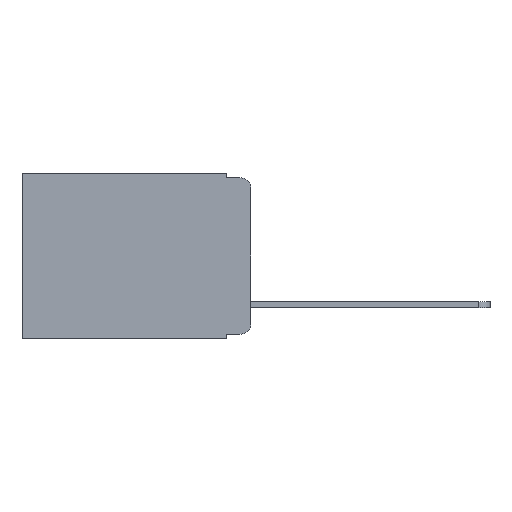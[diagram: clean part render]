
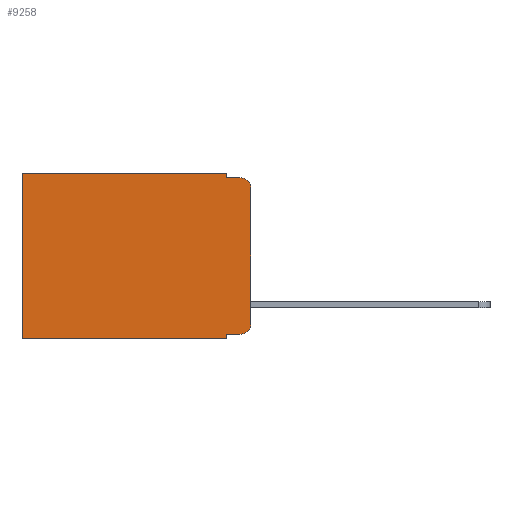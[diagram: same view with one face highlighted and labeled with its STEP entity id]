
A CAD part, left-side view. The second image highlights one B-rep face of the part: STEP entity #9258.
In plain terms, the highlighted planar face has unit normal (-1, 0, 0).
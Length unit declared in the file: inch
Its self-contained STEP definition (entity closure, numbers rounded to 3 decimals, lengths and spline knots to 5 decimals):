
#90 = CARTESIAN_POINT ( 'NONE',  ( 0.298, 0., -0.03 ) ) ;
#188 = CARTESIAN_POINT ( 'NONE',  ( 0.298, 0.02, -0.313 ) ) ;
#313 = CARTESIAN_POINT ( 'NONE',  ( 0.298, 0.051, -0.343 ) ) ;
#357 = VERTEX_POINT ( 'NONE', #7032 ) ;
#475 = DIRECTION ( 'NONE',  ( 0., 0., -1. ) ) ;
#510 = FACE_OUTER_BOUND ( 'NONE', #6812, .T. ) ;
#520 = CARTESIAN_POINT ( 'NONE',  ( 0.298, 0.051, -0.333 ) ) ;
#671 = CARTESIAN_POINT ( 'NONE',  ( 0.298, 0.051, 0. ) ) ;
#826 = EDGE_CURVE ( 'NONE', #934, #5372, #6287, .T. ) ;
#934 = VERTEX_POINT ( 'NONE', #9510 ) ;
#1213 = VECTOR ( 'NONE', #3949, 39.37008 ) ;
#1308 = DIRECTION ( 'NONE',  ( 0., -1., 0. ) ) ;
#1372 = LINE ( 'NONE', #7344, #3403 ) ;
#1902 = ORIENTED_EDGE ( 'NONE', *, *, #9390, .F. ) ;
#1971 = VECTOR ( 'NONE', #7265, 39.37008 ) ;
#1988 = VERTEX_POINT ( 'NONE', #6917 ) ;
#2047 = EDGE_CURVE ( 'NONE', #8068, #7317, #3837, .T. ) ;
#2264 = EDGE_CURVE ( 'NONE', #934, #357, #5542, .T. ) ;
#2448 = DIRECTION ( 'NONE',  ( 0., 0., -1. ) ) ;
#2649 = ORIENTED_EDGE ( 'NONE', *, *, #5750, .T. ) ;
#2872 = EDGE_CURVE ( 'NONE', #6729, #3243, #4825, .T. ) ;
#3076 = DIRECTION ( 'NONE',  ( 0., 0., -1. ) ) ;
#3087 = DIRECTION ( 'NONE',  ( 1., 0., 0. ) ) ;
#3103 = DIRECTION ( 'NONE',  ( 0., 0., -1. ) ) ;
#3175 = CARTESIAN_POINT ( 'NONE',  ( 0.298, 0., 0. ) ) ;
#3200 = DIRECTION ( 'NONE',  ( -1., 0., 0. ) ) ;
#3208 = ORIENTED_EDGE ( 'NONE', *, *, #826, .T. ) ;
#3243 = VERTEX_POINT ( 'NONE', #7504 ) ;
#3403 = VECTOR ( 'NONE', #4609, 39.37008 ) ;
#3431 = VECTOR ( 'NONE', #7637, 39.37008 ) ;
#3519 = ORIENTED_EDGE ( 'NONE', *, *, #2264, .F. ) ;
#3526 = LINE ( 'NONE', #4547, #1213 ) ;
#3658 = EDGE_CURVE ( 'NONE', #357, #7317, #8428, .T. ) ;
#3829 = ORIENTED_EDGE ( 'NONE', *, *, #2047, .T. ) ;
#3837 = CIRCLE ( 'NONE', #7516, 0.02 ) ;
#3903 = ORIENTED_EDGE ( 'NONE', *, *, #3658, .F. ) ;
#3949 = DIRECTION ( 'NONE',  ( 0., 1., 0. ) ) ;
#4144 = ORIENTED_EDGE ( 'NONE', *, *, #4160, .F. ) ;
#4160 = EDGE_CURVE ( 'NONE', #8068, #1988, #1372, .T. ) ;
#4172 = LINE ( 'NONE', #671, #9705 ) ;
#4316 = VECTOR ( 'NONE', #8201, 39.37008 ) ;
#4365 = ORIENTED_EDGE ( 'NONE', *, *, #9827, .T. ) ;
#4420 = VECTOR ( 'NONE', #4991, 39.37008 ) ;
#4459 = CARTESIAN_POINT ( 'NONE',  ( 0.298, 0.473, -0.343 ) ) ;
#4486 = ORIENTED_EDGE ( 'NONE', *, *, #9984, .F. ) ;
#4547 = CARTESIAN_POINT ( 'NONE',  ( 0.298, 0., -0.343 ) ) ;
#4609 = DIRECTION ( 'NONE',  ( 0., 0., -1. ) ) ;
#4824 = PLANE ( 'NONE',  #9871 ) ;
#4825 = LINE ( 'NONE', #4892, #6548 ) ;
#4892 = CARTESIAN_POINT ( 'NONE',  ( 0.298, 0.051, -0.333 ) ) ;
#4991 = DIRECTION ( 'NONE',  ( 0., 0., -1. ) ) ;
#5174 = DIRECTION ( 'NONE',  ( -1., 0., 0. ) ) ;
#5372 = VERTEX_POINT ( 'NONE', #7936 ) ;
#5383 = CIRCLE ( 'NONE', #5606, 0.02 ) ;
#5542 = LINE ( 'NONE', #7001, #3431 ) ;
#5606 = AXIS2_PLACEMENT_3D ( 'NONE', #188, #3200, #3103 ) ;
#5676 = CARTESIAN_POINT ( 'NONE',  ( 0.298, 0.473, 0. ) ) ;
#5750 = EDGE_CURVE ( 'NONE', #5372, #8440, #6416, .T. ) ;
#6162 = VERTEX_POINT ( 'NONE', #313 ) ;
#6287 = LINE ( 'NONE', #8801, #1971 ) ;
#6416 = LINE ( 'NONE', #5676, #4420 ) ;
#6548 = VECTOR ( 'NONE', #1308, 39.37008 ) ;
#6729 = VERTEX_POINT ( 'NONE', #520 ) ;
#6795 = CARTESIAN_POINT ( 'NONE',  ( 0.298, 0.02, -0.03 ) ) ;
#6812 = EDGE_LOOP ( 'NONE', ( #4144, #3829, #3903, #3519, #3208, #2649, #1902, #4486, #7458, #4365 ) ) ;
#6917 = CARTESIAN_POINT ( 'NONE',  ( 0.298, 0., -0.313 ) ) ;
#7001 = CARTESIAN_POINT ( 'NONE',  ( 0.298, 0.051, 0. ) ) ;
#7032 = CARTESIAN_POINT ( 'NONE',  ( 0.298, 0.051, -0.01 ) ) ;
#7265 = DIRECTION ( 'NONE',  ( 0., 1., 0. ) ) ;
#7317 = VERTEX_POINT ( 'NONE', #8999 ) ;
#7344 = CARTESIAN_POINT ( 'NONE',  ( 0.298, 0., 0. ) ) ;
#7458 = ORIENTED_EDGE ( 'NONE', *, *, #2872, .T. ) ;
#7504 = CARTESIAN_POINT ( 'NONE',  ( 0.298, 0.02, -0.333 ) ) ;
#7516 = AXIS2_PLACEMENT_3D ( 'NONE', #6795, #5174, #2448 ) ;
#7637 = DIRECTION ( 'NONE',  ( 0., 0., -1. ) ) ;
#7936 = CARTESIAN_POINT ( 'NONE',  ( 0.298, 0.473, 0. ) ) ;
#8068 = VERTEX_POINT ( 'NONE', #90 ) ;
#8201 = DIRECTION ( 'NONE',  ( 0., -1., 0. ) ) ;
#8252 = CARTESIAN_POINT ( 'NONE',  ( 0.298, 0.051, -0.01 ) ) ;
#8428 = LINE ( 'NONE', #8252, #4316 ) ;
#8440 = VERTEX_POINT ( 'NONE', #4459 ) ;
#8801 = CARTESIAN_POINT ( 'NONE',  ( 0.298, 0., 0. ) ) ;
#8999 = CARTESIAN_POINT ( 'NONE',  ( 0.298, 0.02, -0.01 ) ) ;
#9258 = ADVANCED_FACE ( 'NONE', ( #510 ), #4824, .F. ) ;
#9390 = EDGE_CURVE ( 'NONE', #6162, #8440, #3526, .T. ) ;
#9510 = CARTESIAN_POINT ( 'NONE',  ( 0.298, 0.051, 0. ) ) ;
#9705 = VECTOR ( 'NONE', #475, 39.37008 ) ;
#9827 = EDGE_CURVE ( 'NONE', #3243, #1988, #5383, .T. ) ;
#9871 = AXIS2_PLACEMENT_3D ( 'NONE', #3175, #3087, #3076 ) ;
#9984 = EDGE_CURVE ( 'NONE', #6729, #6162, #4172, .T. ) ;
